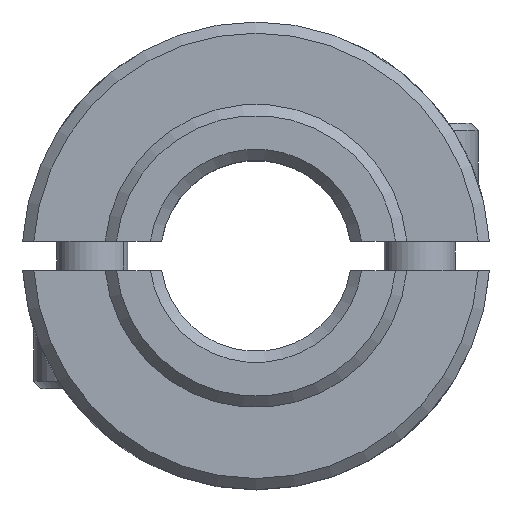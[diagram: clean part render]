
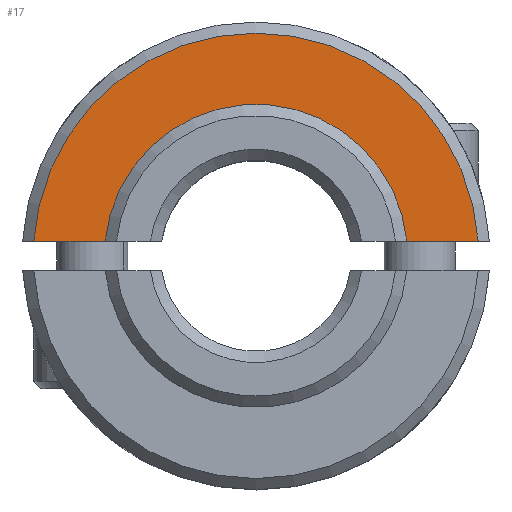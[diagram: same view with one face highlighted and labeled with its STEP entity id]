
A CAD part, top view. The second image highlights one B-rep face of the part: STEP entity #17.
In plain terms, the highlighted planar face has unit normal (0, 0, 1).
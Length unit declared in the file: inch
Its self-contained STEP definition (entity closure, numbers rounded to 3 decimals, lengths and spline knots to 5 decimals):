
#17 = ADVANCED_FACE ( 'NONE', ( #1419 ), #283, .T. ) ;
#21 = DIRECTION ( 'NONE',  ( 1., 0., 0. ) ) ;
#27 = CARTESIAN_POINT ( 'NONE',  ( 0.40308, 0.03937, 0.47 ) ) ;
#35 = LINE ( 'NONE', #314, #1684 ) ;
#103 = DIRECTION ( 'NONE',  ( 1., 0., 0. ) ) ;
#162 = DIRECTION ( 'NONE',  ( 0., 0., 1. ) ) ;
#189 = AXIS2_PLACEMENT_3D ( 'NONE', #879, #903, #21 ) ;
#242 = VERTEX_POINT ( 'NONE', #27 ) ;
#283 = PLANE ( 'NONE',  #536 ) ;
#314 = CARTESIAN_POINT ( 'NONE',  ( 0., 0.03937, 0.47 ) ) ;
#365 = ORIENTED_EDGE ( 'NONE', *, *, #1443, .F. ) ;
#416 = CARTESIAN_POINT ( 'NONE',  ( 0., 0., 0.47 ) ) ;
#460 = ORIENTED_EDGE ( 'NONE', *, *, #1510, .T. ) ;
#485 = DIRECTION ( 'NONE',  ( -1., 0., 0. ) ) ;
#491 = CARTESIAN_POINT ( 'NONE',  ( 0., 0., 0.47 ) ) ;
#536 = AXIS2_PLACEMENT_3D ( 'NONE', #416, #1591, #103 ) ;
#623 = CARTESIAN_POINT ( 'NONE',  ( 0., 0.03937, 0.47 ) ) ;
#699 = VERTEX_POINT ( 'NONE', #780 ) ;
#717 = VECTOR ( 'NONE', #485, 39.37008 ) ;
#723 = CARTESIAN_POINT ( 'NONE',  ( -0.5937, 0.03937, 0.47 ) ) ;
#780 = CARTESIAN_POINT ( 'NONE',  ( 0.5937, 0.03937, 0.47 ) ) ;
#879 = CARTESIAN_POINT ( 'NONE',  ( 0., 0., 0.47 ) ) ;
#893 = CIRCLE ( 'NONE', #189, 0.405 ) ;
#903 = DIRECTION ( 'NONE',  ( 0., 0., -1. ) ) ;
#907 = DIRECTION ( 'NONE',  ( -1., 0., 0. ) ) ;
#981 = VERTEX_POINT ( 'NONE', #1359 ) ;
#1044 = DIRECTION ( 'NONE',  ( 1., 0., 0. ) ) ;
#1097 = EDGE_LOOP ( 'NONE', ( #1843, #1609, #365, #460 ) ) ;
#1165 = VERTEX_POINT ( 'NONE', #723 ) ;
#1289 = AXIS2_PLACEMENT_3D ( 'NONE', #491, #162, #1044 ) ;
#1359 = CARTESIAN_POINT ( 'NONE',  ( -0.40308, 0.03937, 0.47 ) ) ;
#1419 = FACE_OUTER_BOUND ( 'NONE', #1097, .T. ) ;
#1443 = EDGE_CURVE ( 'NONE', #699, #242, #35, .T. ) ;
#1479 = LINE ( 'NONE', #623, #717 ) ;
#1510 = EDGE_CURVE ( 'NONE', #699, #1165, #1559, .T. ) ;
#1559 = CIRCLE ( 'NONE', #1289, 0.595 ) ;
#1586 = EDGE_CURVE ( 'NONE', #981, #1165, #1479, .T. ) ;
#1591 = DIRECTION ( 'NONE',  ( 0., 0., 1. ) ) ;
#1609 = ORIENTED_EDGE ( 'NONE', *, *, #1817, .T. ) ;
#1684 = VECTOR ( 'NONE', #907, 39.37008 ) ;
#1817 = EDGE_CURVE ( 'NONE', #981, #242, #893, .T. ) ;
#1843 = ORIENTED_EDGE ( 'NONE', *, *, #1586, .F. ) ;
